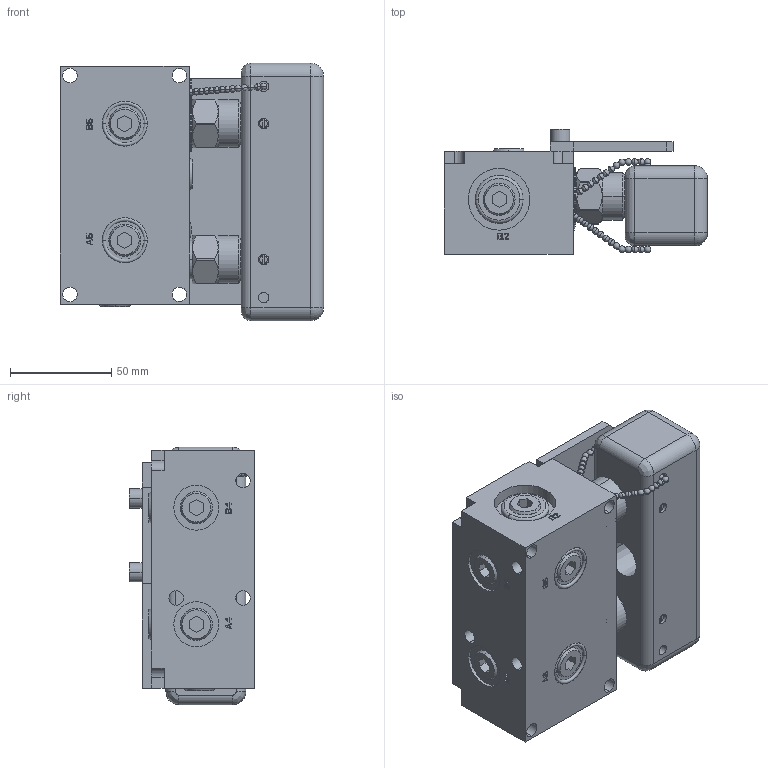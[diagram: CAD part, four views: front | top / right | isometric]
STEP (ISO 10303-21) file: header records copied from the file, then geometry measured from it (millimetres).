
FILE_DESCRIPTION((''),'2;1');
FILE_NAME('ILC56000545','2021-01-11T',('Asawyer'),(''),'PRO/ENGINEER BY PARAMETRIC TECHNOLOGY CORPORATION, 2013320','PRO/ENGINEER BY PARAMETRIC TECHNOLOGY CORPORATION, 2013320','');
FILE_SCHEMA(('CONFIG_CONTROL_DESIGN'));
Length unit declared in the file: inch
Products named in the file (3): ILC56000545_PD; ILC56000520_COVER; ILC56000545
Assembly tree (2 placements, depth 2):
  ILC56000545
    ILC56000545_PD
    ILC56000520_COVER
Bounding box: 129.82 x 61.98 x 127 mm (x, y, z)
Volume: 414877.5 mm3; surface area: 97221.2 mm2
Topology: 1 solids, 45 shells, 1224 faces, 3219 edges, 2013 vertices
Faces by surface type: plane 825, cylinder 151, sphere 138, cone 72, torus 34, bspline 4
Entity records: 37502 total; most frequent: CARTESIAN_POINT 7733, DIRECTION 6116, ORIENTED_EDGE 6074, EDGE_CURVE 3049, VECTOR 2308, LINE 2308, VERTEX_POINT 2013, AXIS2_PLACEMENT_3D 1904
